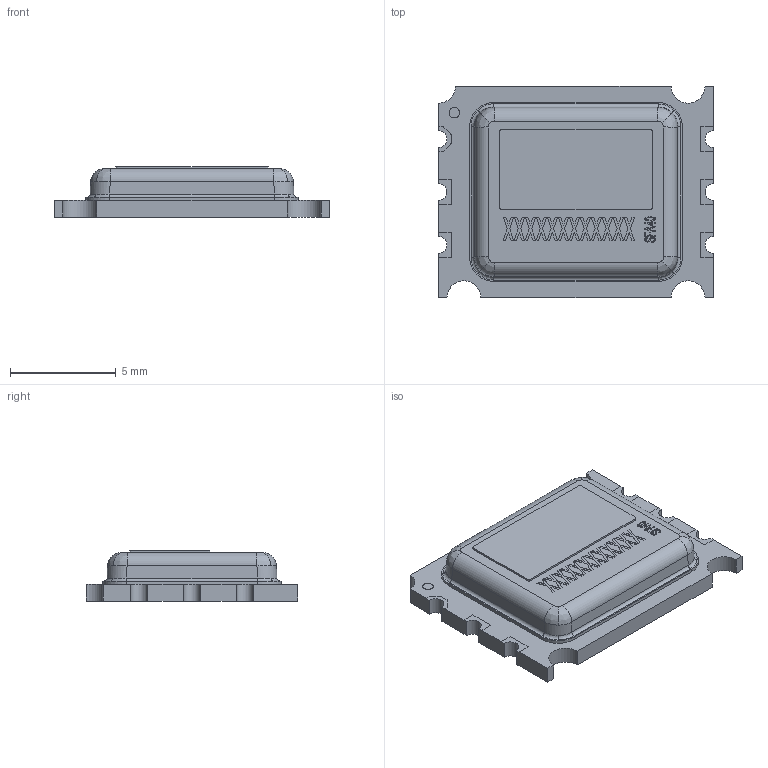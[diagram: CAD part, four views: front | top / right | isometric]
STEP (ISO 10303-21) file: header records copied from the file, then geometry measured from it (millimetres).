
FILE_DESCRIPTION (( 'STEP AP203' ), '1' );
FILE_NAME ('171754-04_Public Model SFA40.stp', '2026-03-20T08:00:18', ( '' ), ( '' ), 'SwSTEP 2.0', 'SolidWorks 2025', '' );
FILE_SCHEMA (( 'CONFIG_CONTROL_DESIGN' ));
Length unit declared in the file: millimetre
Products named in the file (1): 171754-04_Public Model SFA40
Bounding box: 13 x 10 x 2.4 mm (x, y, z)
Volume: 215.1 mm3; surface area: 332 mm2
Topology: 1 solids, 1 shells, 408 faces, 1127 edges, 746 vertices
Faces by surface type: plane 298, bspline 65, cylinder 45
Entity records: 14720 total; most frequent: CARTESIAN_POINT 4611, ORIENTED_EDGE 2254, DIRECTION 1775, EDGE_CURVE 1127, LINE 907, VECTOR 907, VERTEX_POINT 746, AXIS2_PLACEMENT_3D 434
